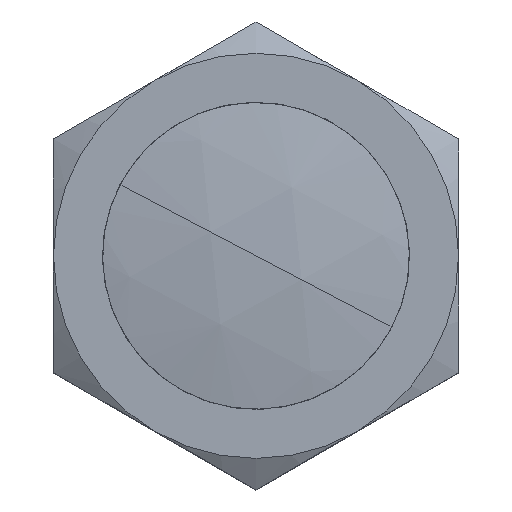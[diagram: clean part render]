
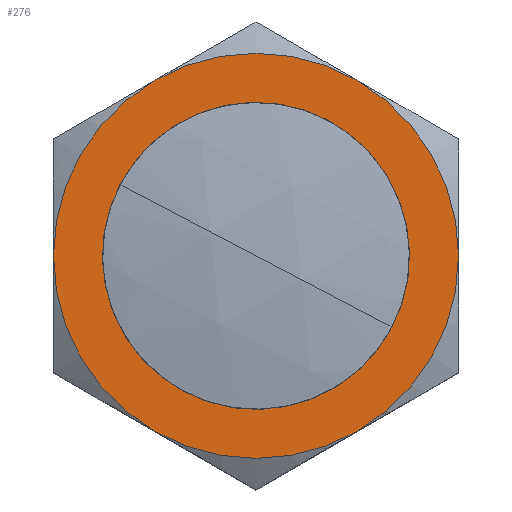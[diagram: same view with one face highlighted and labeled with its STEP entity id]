
A CAD part, top view. The second image highlights one B-rep face of the part: STEP entity #276.
In plain terms, the highlighted planar face has unit normal (0, 0, 1).
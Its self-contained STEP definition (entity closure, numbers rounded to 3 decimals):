
#37 = EDGE_CURVE ( 'NONE', #983, #1204, #837, .T. ) ;
#48 = CARTESIAN_POINT ( 'NONE',  ( -6.5, 0., 0. ) ) ;
#51 = CARTESIAN_POINT ( 'NONE',  ( 0., 0., 0. ) ) ;
#60 = DIRECTION ( 'NONE',  ( 1., 0., 0. ) ) ;
#68 = EDGE_LOOP ( 'NONE', ( #980, #1336 ) ) ;
#71 = VERTEX_POINT ( 'NONE', #1242 ) ;
#84 = CARTESIAN_POINT ( 'NONE',  ( -4.925, 0., 0. ) ) ;
#88 = ORIENTED_EDGE ( 'NONE', *, *, #503, .F. ) ;
#121 = CARTESIAN_POINT ( 'NONE',  ( 4.925, 0., 0. ) ) ;
#125 = DIRECTION ( 'NONE',  ( 1., 0., 0. ) ) ;
#134 = AXIS2_PLACEMENT_3D ( 'NONE', #1275, #342, #965 ) ;
#182 = EDGE_CURVE ( 'NONE', #688, #826, #798, .T. ) ;
#202 = CARTESIAN_POINT ( 'NONE',  ( 0., 0., 0. ) ) ;
#209 = DIRECTION ( 'NONE',  ( 0., 0., -1. ) ) ;
#228 = DIRECTION ( 'NONE',  ( 0., 0., -1. ) ) ;
#259 = VERTEX_POINT ( 'NONE', #48 ) ;
#268 = DIRECTION ( 'NONE',  ( -1., 0., 0. ) ) ;
#276 = ADVANCED_FACE ( 'NONE', ( #1368, #1338 ), #786, .T. ) ;
#300 = EDGE_CURVE ( 'NONE', #71, #307, #1050, .T. ) ;
#301 = CARTESIAN_POINT ( 'NONE',  ( -3.25, -5.629, 0. ) ) ;
#307 = VERTEX_POINT ( 'NONE', #1160 ) ;
#332 = DIRECTION ( 'NONE',  ( 0., 0., -1. ) ) ;
#342 = DIRECTION ( 'NONE',  ( 0., 0., 1. ) ) ;
#350 = EDGE_CURVE ( 'NONE', #1204, #983, #1076, .T. ) ;
#379 = DIRECTION ( 'NONE',  ( 1., 0., 0. ) ) ;
#385 = CIRCLE ( 'NONE', #918, 6.5 ) ;
#390 = DIRECTION ( 'NONE',  ( 0., 0., -1. ) ) ;
#396 = CARTESIAN_POINT ( 'NONE',  ( 0., 0., 0. ) ) ;
#436 = ORIENTED_EDGE ( 'NONE', *, *, #953, .F. ) ;
#439 = CARTESIAN_POINT ( 'NONE',  ( 0., 0., 0. ) ) ;
#503 = EDGE_CURVE ( 'NONE', #307, #867, #1324, .T. ) ;
#547 = AXIS2_PLACEMENT_3D ( 'NONE', #396, #390, #379 ) ;
#622 = DIRECTION ( 'NONE',  ( 0., 0., 1. ) ) ;
#634 = EDGE_LOOP ( 'NONE', ( #1315, #436, #1129, #1237, #1131, #88 ) ) ;
#679 = CARTESIAN_POINT ( 'NONE',  ( 3.25, 5.629, 0. ) ) ;
#688 = VERTEX_POINT ( 'NONE', #1108 ) ;
#690 = DIRECTION ( 'NONE',  ( 1., 0., 0. ) ) ;
#786 = PLANE ( 'NONE',  #1019 ) ;
#798 = CIRCLE ( 'NONE', #1362, 6.5 ) ;
#826 = VERTEX_POINT ( 'NONE', #679 ) ;
#837 = CIRCLE ( 'NONE', #1382, 4.925 ) ;
#867 = VERTEX_POINT ( 'NONE', #301 ) ;
#870 = DIRECTION ( 'NONE',  ( 1., 0., 0. ) ) ;
#873 = AXIS2_PLACEMENT_3D ( 'NONE', #1270, #1181, #60 ) ;
#918 = AXIS2_PLACEMENT_3D ( 'NONE', #439, #209, #268 ) ;
#924 = AXIS2_PLACEMENT_3D ( 'NONE', #51, #228, #690 ) ;
#953 = EDGE_CURVE ( 'NONE', #826, #71, #1156, .T. ) ;
#965 = DIRECTION ( 'NONE',  ( 1., 0., 0. ) ) ;
#980 = ORIENTED_EDGE ( 'NONE', *, *, #350, .F. ) ;
#983 = VERTEX_POINT ( 'NONE', #84 ) ;
#1017 = CIRCLE ( 'NONE', #1125, 6.5 ) ;
#1019 = AXIS2_PLACEMENT_3D ( 'NONE', #1048, #622, #870 ) ;
#1040 = EDGE_CURVE ( 'NONE', #259, #688, #385, .T. ) ;
#1048 = CARTESIAN_POINT ( 'NONE',  ( 0., 0., 0. ) ) ;
#1050 = CIRCLE ( 'NONE', #873, 6.5 ) ;
#1076 = CIRCLE ( 'NONE', #134, 4.925 ) ;
#1108 = CARTESIAN_POINT ( 'NONE',  ( -3.25, 5.629, 0. ) ) ;
#1125 = AXIS2_PLACEMENT_3D ( 'NONE', #202, #332, #125 ) ;
#1129 = ORIENTED_EDGE ( 'NONE', *, *, #182, .F. ) ;
#1131 = ORIENTED_EDGE ( 'NONE', *, *, #1311, .F. ) ;
#1156 = CIRCLE ( 'NONE', #547, 6.5 ) ;
#1160 = CARTESIAN_POINT ( 'NONE',  ( 3.25, -5.629, 0. ) ) ;
#1181 = DIRECTION ( 'NONE',  ( 0., 0., -1. ) ) ;
#1204 = VERTEX_POINT ( 'NONE', #121 ) ;
#1237 = ORIENTED_EDGE ( 'NONE', *, *, #1040, .F. ) ;
#1242 = CARTESIAN_POINT ( 'NONE',  ( 6.5, 0., 0. ) ) ;
#1248 = DIRECTION ( 'NONE',  ( 1., 0., 0. ) ) ;
#1249 = DIRECTION ( 'NONE',  ( 0., 0., 1. ) ) ;
#1252 = CARTESIAN_POINT ( 'NONE',  ( 0., 0., 0. ) ) ;
#1270 = CARTESIAN_POINT ( 'NONE',  ( 0., 0., 0. ) ) ;
#1275 = CARTESIAN_POINT ( 'NONE',  ( 0., 0., 0. ) ) ;
#1311 = EDGE_CURVE ( 'NONE', #867, #259, #1017, .T. ) ;
#1315 = ORIENTED_EDGE ( 'NONE', *, *, #300, .F. ) ;
#1324 = CIRCLE ( 'NONE', #924, 6.5 ) ;
#1334 = DIRECTION ( 'NONE',  ( 1., 0., 0. ) ) ;
#1335 = DIRECTION ( 'NONE',  ( 0., 0., -1. ) ) ;
#1336 = ORIENTED_EDGE ( 'NONE', *, *, #37, .F. ) ;
#1338 = FACE_OUTER_BOUND ( 'NONE', #634, .T. ) ;
#1339 = CARTESIAN_POINT ( 'NONE',  ( 0., 0., 0. ) ) ;
#1362 = AXIS2_PLACEMENT_3D ( 'NONE', #1339, #1335, #1334 ) ;
#1368 = FACE_BOUND ( 'NONE', #68, .T. ) ;
#1382 = AXIS2_PLACEMENT_3D ( 'NONE', #1252, #1249, #1248 ) ;
